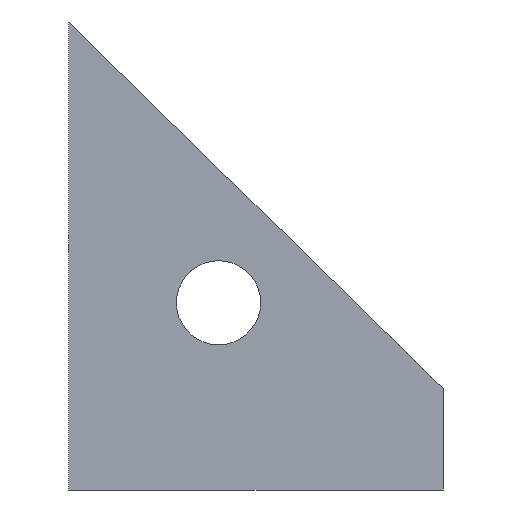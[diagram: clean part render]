
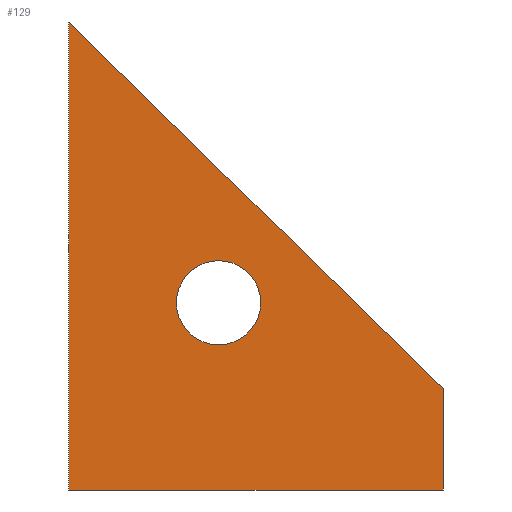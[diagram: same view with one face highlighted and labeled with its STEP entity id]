
A CAD part, front view. The second image highlights one B-rep face of the part: STEP entity #129.
In plain terms, the highlighted planar face has unit normal (0, -1, 0).
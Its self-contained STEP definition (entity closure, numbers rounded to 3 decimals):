
#16=FACE_BOUND('',#38,.T.);
#22=PLANE('',#158);
#29=FACE_OUTER_BOUND('',#37,.T.);
#37=EDGE_LOOP('',(#117,#118,#119,#120));
#38=EDGE_LOOP('',(#121));
#40=LINE('',#202,#53);
#44=LINE('',#210,#57);
#47=LINE('',#216,#60);
#50=LINE('',#221,#63);
#53=VECTOR('',#170,10.);
#57=VECTOR('',#176,10.);
#60=VECTOR('',#181,10.);
#63=VECTOR('',#186,10.);
#65=CIRCLE('',#151,2.25);
#67=VERTEX_POINT('',#194);
#69=VERTEX_POINT('',#200);
#70=VERTEX_POINT('',#201);
#73=VERTEX_POINT('',#209);
#75=VERTEX_POINT('',#215);
#77=EDGE_CURVE('',#67,#67,#65,.T.);
#80=EDGE_CURVE('',#69,#70,#40,.T.);
#84=EDGE_CURVE('',#73,#69,#44,.T.);
#87=EDGE_CURVE('',#75,#73,#47,.T.);
#90=EDGE_CURVE('',#70,#75,#50,.T.);
#117=ORIENTED_EDGE('',*,*,#90,.F.);
#118=ORIENTED_EDGE('',*,*,#80,.F.);
#119=ORIENTED_EDGE('',*,*,#84,.F.);
#120=ORIENTED_EDGE('',*,*,#87,.F.);
#121=ORIENTED_EDGE('',*,*,#77,.T.);
#129=ADVANCED_FACE('',(#29,#16),#22,.F.);
#151=AXIS2_PLACEMENT_3D('',#195,#163,#164);
#158=AXIS2_PLACEMENT_3D('',#224,#190,#191);
#163=DIRECTION('center_axis',(0.,1.,0.));
#164=DIRECTION('ref_axis',(1.,0.,0.));
#170=DIRECTION('',(-1.,0.,0.));
#176=DIRECTION('',(0.,0.,-1.));
#181=DIRECTION('',(0.714,0.,-0.7));
#186=DIRECTION('',(0.,0.,1.));
#190=DIRECTION('center_axis',(0.,1.,0.));
#191=DIRECTION('ref_axis',(0.,0.,1.));
#194=CARTESIAN_POINT('',(-4.25,0.,-2.5));
#195=CARTESIAN_POINT('Origin',(-2.,0.,-2.5));
#200=CARTESIAN_POINT('',(10.,0.,-12.5));
#201=CARTESIAN_POINT('',(-10.,0.,-12.5));
#202=CARTESIAN_POINT('',(10.,0.,-12.5));
#209=CARTESIAN_POINT('',(10.,0.,-7.1));
#210=CARTESIAN_POINT('',(10.,0.,-7.1));
#215=CARTESIAN_POINT('',(-10.,0.,12.5));
#216=CARTESIAN_POINT('',(-10.,0.,12.5));
#221=CARTESIAN_POINT('',(-10.,0.,-12.5));
#224=CARTESIAN_POINT('Origin',(-2.5,0.,-2.899));
